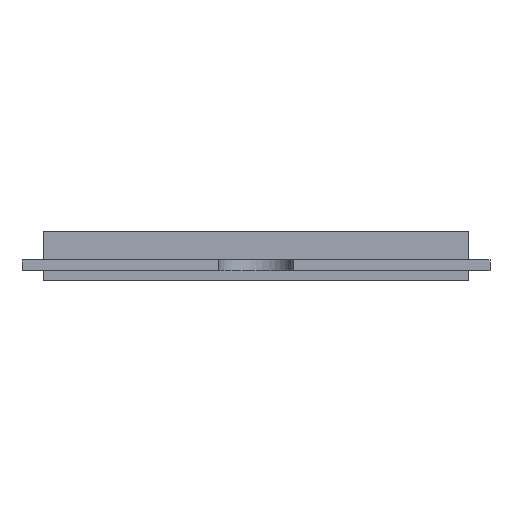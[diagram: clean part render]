
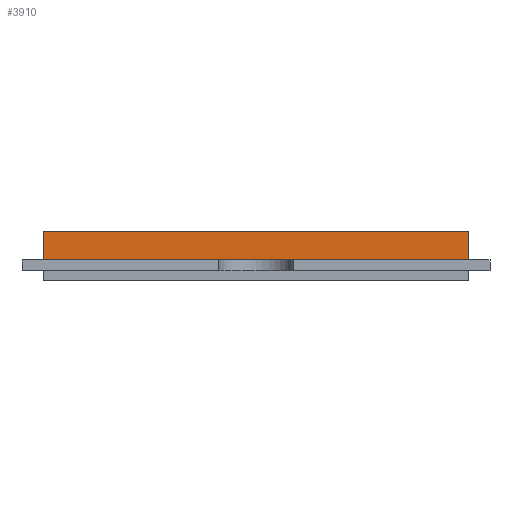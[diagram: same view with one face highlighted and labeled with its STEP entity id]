
A CAD part, front view. The second image highlights one B-rep face of the part: STEP entity #3910.
In plain terms, the highlighted planar face has unit normal (0, -1, 0).
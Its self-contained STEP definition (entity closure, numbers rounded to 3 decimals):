
#369=CARTESIAN_POINT('',(-10.,-29.58,-0.42));
#370=VERTEX_POINT('',#369);
#371=CARTESIAN_POINT('',(10.,-29.58,-0.42));
#372=VERTEX_POINT('',#371);
#373=CARTESIAN_POINT('',(-10.,-29.58,-0.42));
#374=DIRECTION('',(1.,0.,-0.));
#375=VECTOR('',#374,20.);
#376=LINE('',#373,#375);
#377=EDGE_CURVE('',#370,#372,#376,.T.);
#3861=CARTESIAN_POINT('',(-10.,-29.58,0.93));
#3862=VERTEX_POINT('',#3861);
#3863=CARTESIAN_POINT('',(-10.,-29.58,0.93));
#3864=DIRECTION('',(0.,-0.,-1.));
#3865=VECTOR('',#3864,1.35);
#3866=LINE('',#3863,#3865);
#3867=EDGE_CURVE('',#3862,#370,#3866,.T.);
#3887=CARTESIAN_POINT('',(-10.,-29.58,0.93));
#3888=DIRECTION('',(0.,1.,-0.));
#3889=DIRECTION('',(-1.,0.,0.));
#3890=AXIS2_PLACEMENT_3D('',#3887,#3888,#3889);
#3891=PLANE('',#3890);
#3892=ORIENTED_EDGE('',*,*,#377,.T.);
#3893=CARTESIAN_POINT('',(10.,-29.58,0.93));
#3894=VERTEX_POINT('',#3893);
#3895=CARTESIAN_POINT('',(10.,-29.58,0.93));
#3896=DIRECTION('',(0.,-0.,-1.));
#3897=VECTOR('',#3896,1.35);
#3898=LINE('',#3895,#3897);
#3899=EDGE_CURVE('',#3894,#372,#3898,.T.);
#3900=ORIENTED_EDGE('',*,*,#3899,.F.);
#3901=CARTESIAN_POINT('',(-10.,-29.58,0.93));
#3902=DIRECTION('',(1.,0.,-0.));
#3903=VECTOR('',#3902,20.);
#3904=LINE('',#3901,#3903);
#3905=EDGE_CURVE('',#3862,#3894,#3904,.T.);
#3906=ORIENTED_EDGE('',*,*,#3905,.F.);
#3907=ORIENTED_EDGE('',*,*,#3867,.T.);
#3908=EDGE_LOOP('',(#3892,#3900,#3906,#3907));
#3909=FACE_BOUND('',#3908,.T.);
#3910=ADVANCED_FACE('',(#3909),#3891,.F.);
